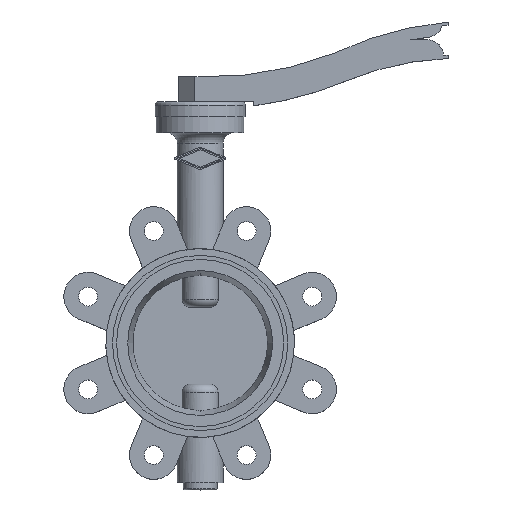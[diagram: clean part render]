
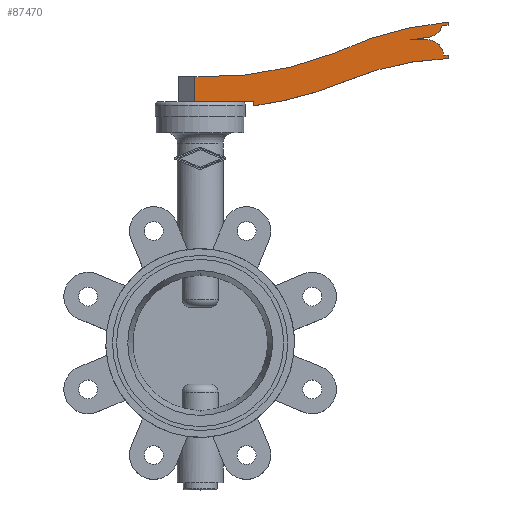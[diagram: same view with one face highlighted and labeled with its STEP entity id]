
A CAD part, top view. The second image highlights one B-rep face of the part: STEP entity #87470.
In plain terms, the highlighted planar face has unit normal (0, 0, 1).
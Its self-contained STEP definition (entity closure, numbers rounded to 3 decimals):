
#80520=CARTESIAN_POINT('',(-4.,197.6,-16.));
#80530=VERTEX_POINT('',#80520);
#80560=CARTESIAN_POINT('',(-4.,176.,-16.));
#80570=DIRECTION('',(0.,-1.,0.));
#80580=VECTOR('',#80570,1.);
#80590=LINE('',#80560,#80580);
#80600=CARTESIAN_POINT('',(-4.,179.,-16.));
#80610=VERTEX_POINT('',#80600);
#80620=EDGE_CURVE('',#80530,#80610,#80590,.T.);
#81230=CARTESIAN_POINT('',(-16.,179.,-16.));
#81240=DIRECTION('',(1.,0.,0.));
#81250=VECTOR('',#81240,1.);
#81260=LINE('',#81230,#81250);
#81270=CARTESIAN_POINT('',(39.8,179.,-16.));
#81280=VERTEX_POINT('',#81270);
#81290=EDGE_CURVE('',#80610,#81280,#81260,.T.);
#82960=CARTESIAN_POINT('',(39.8,179.,-16.));
#82970=DIRECTION('',(0.,-1.,0.));
#82980=VECTOR('',#82970,1.);
#82990=LINE('',#82960,#82980);
#83000=CARTESIAN_POINT('',(39.8,176.,-16.));
#83010=VERTEX_POINT('',#83000);
#83020=EDGE_CURVE('',#81280,#83010,#82990,.T.);
#83270=CARTESIAN_POINT('',(8.039,429.014,-16.));
#83280=DIRECTION('',(0.,0.,1.));
#83290=DIRECTION('',(0.125,-0.992,0.));
#83300=AXIS2_PLACEMENT_3D('',#83270,#83280,#83290);
#83310=CIRCLE('',#83300,255.);
#83320=CARTESIAN_POINT('',(107.,194.,-16.));
#83330=VERTEX_POINT('',#83320);
#83340=EDGE_CURVE('',#83010,#83330,#83310,.T.);
#83590=CARTESIAN_POINT('',(193.348,-11.604,-16.));
#83600=DIRECTION('',(0.,0.,-1.));
#83610=DIRECTION('',(-0.387,0.922,0.));
#83620=AXIS2_PLACEMENT_3D('',#83590,#83600,#83610);
#83630=CIRCLE('',#83620,223.);
#83640=CARTESIAN_POINT('',(184.,211.2,-16.));
#83650=VERTEX_POINT('',#83640);
#83660=EDGE_CURVE('',#83330,#83650,#83630,.T.);
#83910=CARTESIAN_POINT('',(184.,211.2,-16.));
#83920=DIRECTION('',(0.,1.,0.));
#83930=VECTOR('',#83920,1.);
#83940=LINE('',#83910,#83930);
#83950=CARTESIAN_POINT('',(184.,213.7,-16.));
#83960=VERTEX_POINT('',#83950);
#83970=EDGE_CURVE('',#83650,#83960,#83940,.T.);
#84220=CARTESIAN_POINT('',(184.,213.7,-16.));
#84230=DIRECTION('',(-1.,0.,0.));
#84240=VECTOR('',#84230,1.);
#84250=LINE('',#84220,#84240);
#84260=CARTESIAN_POINT('',(180.6,213.7,-16.));
#84270=VERTEX_POINT('',#84260);
#84280=EDGE_CURVE('',#83960,#84270,#84250,.T.);
#84530=CARTESIAN_POINT('',(168.147,212.623,-16.));
#84540=DIRECTION('',(0.,0.,1.));
#84550=DIRECTION('',(0.996,0.086,0.));
#84560=AXIS2_PLACEMENT_3D('',#84530,#84540,#84550);
#84570=CIRCLE('',#84560,12.5);
#84580=CARTESIAN_POINT('',(168.015,225.122,-16.));
#84590=VERTEX_POINT('',#84580);
#84600=EDGE_CURVE('',#84270,#84590,#84570,.T.);
#84850=CARTESIAN_POINT('',(168.015,225.122,-16.));
#84860=DIRECTION('',(-1.,-0.01,0.));
#84870=VECTOR('',#84860,1.);
#84880=LINE('',#84850,#84870);
#84890=CARTESIAN_POINT('',(156.4,225.,-16.));
#84900=VERTEX_POINT('',#84890);
#84910=EDGE_CURVE('',#84590,#84900,#84880,.T.);
#85160=CARTESIAN_POINT('',(156.4,225.,-16.));
#85170=DIRECTION('',(0.989,0.147,0.));
#85180=VECTOR('',#85170,1.);
#85190=LINE('',#85160,#85180);
#85200=CARTESIAN_POINT('',(169.9,227.,-16.));
#85210=VERTEX_POINT('',#85200);
#85220=EDGE_CURVE('',#84900,#85210,#85190,.T.);
#85470=CARTESIAN_POINT('',(167.733,239.311,-16.));
#85480=DIRECTION('',(0.,0.,1.));
#85490=DIRECTION('',(0.173,-0.985,0.));
#85500=AXIS2_PLACEMENT_3D('',#85470,#85480,#85490);
#85510=CIRCLE('',#85500,12.5);
#85520=CARTESIAN_POINT('',(179.7,235.7,-16.));
#85530=VERTEX_POINT('',#85520);
#85540=EDGE_CURVE('',#85210,#85530,#85510,.T.);
#85790=CARTESIAN_POINT('',(179.7,235.7,-16.));
#85800=DIRECTION('',(1.,0.,0.));
#85810=VECTOR('',#85800,1.);
#85820=LINE('',#85790,#85810);
#85830=CARTESIAN_POINT('',(184.,235.7,-16.));
#85840=VERTEX_POINT('',#85830);
#85850=EDGE_CURVE('',#85530,#85840,#85820,.T.);
#86100=CARTESIAN_POINT('',(184.,235.7,-16.));
#86110=DIRECTION('',(0.,1.,0.));
#86120=VECTOR('',#86110,1.);
#86130=LINE('',#86100,#86120);
#86140=CARTESIAN_POINT('',(184.,238.2,-16.));
#86150=VERTEX_POINT('',#86140);
#86160=EDGE_CURVE('',#85840,#86150,#86130,.T.);
#86410=CARTESIAN_POINT('',(207.925,-15.675,-16.));
#86420=DIRECTION('',(0.,0.,1.));
#86430=DIRECTION('',(-0.094,0.996,0.));
#86440=AXIS2_PLACEMENT_3D('',#86410,#86420,#86430);
#86450=CIRCLE('',#86440,255.);
#86460=CARTESIAN_POINT('',(99.,214.89,-16.));
#86470=VERTEX_POINT('',#86460);
#86480=EDGE_CURVE('',#86150,#86470,#86450,.T.);
#86730=CARTESIAN_POINT('',(7.367,447.491,-16.));
#86740=DIRECTION('',(0.,0.,-1.));
#86750=DIRECTION('',(0.367,-0.93,0.));
#86760=AXIS2_PLACEMENT_3D('',#86730,#86740,#86750);
#86770=CIRCLE('',#86760,250.);
#86780=CARTESIAN_POINT('',(0.,197.6,-16.));
#86790=VERTEX_POINT('',#86780);
#86800=EDGE_CURVE('',#86470,#86790,#86770,.T.);
#87070=CARTESIAN_POINT('',(0.,197.6,-16.));
#87080=DIRECTION('',(-1.,0.,0.));
#87090=VECTOR('',#87080,1.);
#87100=LINE('',#87070,#87090);
#87110=EDGE_CURVE('',#86790,#80530,#87100,.T.);
#87240=CARTESIAN_POINT('',(0.,176.,-16.));
#87250=DIRECTION('',(0.,0.,1.));
#87260=DIRECTION('',(1.,0.,0.));
#87270=AXIS2_PLACEMENT_3D('',#87240,#87250,#87260);
#87280=PLANE('',#87270);
#87290=ORIENTED_EDGE('',*,*,#87110,.T.);
#87300=ORIENTED_EDGE('',*,*,#86800,.T.);
#87310=ORIENTED_EDGE('',*,*,#86480,.T.);
#87320=ORIENTED_EDGE('',*,*,#86160,.T.);
#87330=ORIENTED_EDGE('',*,*,#85850,.T.);
#87340=ORIENTED_EDGE('',*,*,#85540,.T.);
#87350=ORIENTED_EDGE('',*,*,#85220,.T.);
#87360=ORIENTED_EDGE('',*,*,#84910,.T.);
#87370=ORIENTED_EDGE('',*,*,#84600,.T.);
#87380=ORIENTED_EDGE('',*,*,#84280,.T.);
#87390=ORIENTED_EDGE('',*,*,#83970,.T.);
#87400=ORIENTED_EDGE('',*,*,#83660,.T.);
#87410=ORIENTED_EDGE('',*,*,#83340,.T.);
#87420=ORIENTED_EDGE('',*,*,#83020,.T.);
#87430=ORIENTED_EDGE('',*,*,#81290,.T.);
#87440=ORIENTED_EDGE('',*,*,#80620,.T.);
#87450=EDGE_LOOP('',(#87440,#87430,#87420,#87410,#87400,#87390,#87380,
#87370,#87360,#87350,#87340,#87330,#87320,#87310,#87300,#87290));
#87460=FACE_OUTER_BOUND('',#87450,.T.);
#87470=ADVANCED_FACE('',(#87460),#87280,.T.);
